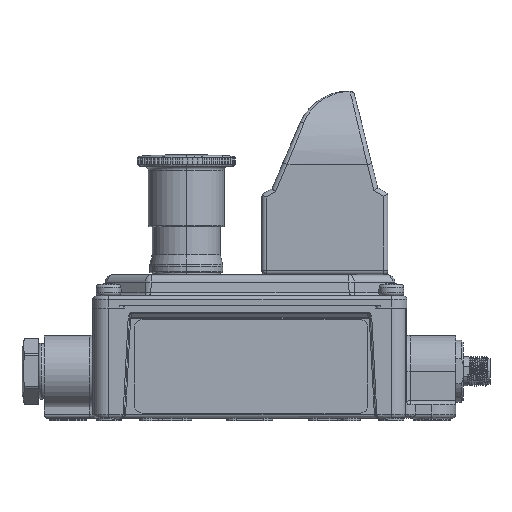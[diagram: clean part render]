
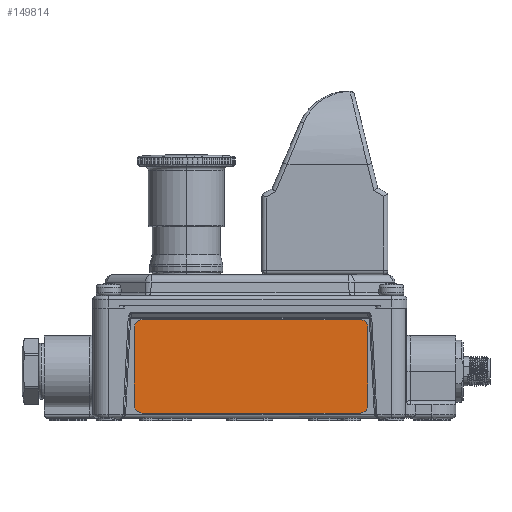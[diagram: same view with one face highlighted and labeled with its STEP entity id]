
A CAD part, top view. The second image highlights one B-rep face of the part: STEP entity #149814.
In plain terms, the highlighted planar face has unit normal (0, 0, 1).
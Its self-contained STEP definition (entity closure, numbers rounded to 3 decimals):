
#149595=CARTESIAN_POINT('',(91.825,34.825,0.127));
#149596=DIRECTION('',(0.,0.,1.));
#149597=DIRECTION('',(1.,0.,0.));
#149598=AXIS2_PLACEMENT_3D('',#149595,#149596,#149597);
#149600=DIRECTION('',(0.,1.,0.));
#149601=VECTOR('',#149600,31.65);
#149602=CARTESIAN_POINT('',(95.,3.175,0.127));
#149603=LINE('',#149602,#149601);
#149604=CARTESIAN_POINT('',(91.825,3.175,0.127));
#149605=DIRECTION('',(0.,0.,1.));
#149606=DIRECTION('',(0.,-1.,0.));
#149607=AXIS2_PLACEMENT_3D('',#149604,#149605,#149606);
#149609=DIRECTION('',(1.,0.,0.));
#149610=VECTOR('',#149609,88.65);
#149611=CARTESIAN_POINT('',(3.175,0.,0.127));
#149612=LINE('',#149611,#149610);
#149613=CARTESIAN_POINT('',(3.175,3.175,0.127));
#149614=DIRECTION('',(0.,0.,1.));
#149615=DIRECTION('',(-1.,0.,0.));
#149616=AXIS2_PLACEMENT_3D('',#149613,#149614,#149615);
#149618=DIRECTION('',(0.,-1.,0.));
#149619=VECTOR('',#149618,31.65);
#149620=CARTESIAN_POINT('',(0.,34.825,0.127));
#149621=LINE('',#149620,#149619);
#149622=CARTESIAN_POINT('',(3.175,34.825,0.127));
#149623=DIRECTION('',(0.,0.,1.));
#149624=DIRECTION('',(0.,1.,0.));
#149625=AXIS2_PLACEMENT_3D('',#149622,#149623,#149624);
#149627=DIRECTION('',(-1.,0.,0.));
#149628=VECTOR('',#149627,88.65);
#149629=CARTESIAN_POINT('',(91.825,38.,0.127));
#149630=LINE('',#149629,#149628);
#149635=CARTESIAN_POINT('',(95.,34.825,0.127));
#149636=VERTEX_POINT('',#149635);
#149637=CARTESIAN_POINT('',(91.825,38.,0.127));
#149638=VERTEX_POINT('',#149637);
#149643=CARTESIAN_POINT('',(91.825,0.,0.127));
#149644=VERTEX_POINT('',#149643);
#149645=CARTESIAN_POINT('',(95.,3.175,0.127));
#149646=VERTEX_POINT('',#149645);
#149651=CARTESIAN_POINT('',(3.175,38.,0.127));
#149652=VERTEX_POINT('',#149651);
#149653=CARTESIAN_POINT('',(0.,34.825,0.127));
#149654=VERTEX_POINT('',#149653);
#149659=CARTESIAN_POINT('',(0.,3.175,0.127));
#149660=VERTEX_POINT('',#149659);
#149661=CARTESIAN_POINT('',(3.175,0.,0.127));
#149662=VERTEX_POINT('',#149661);
#149799=CARTESIAN_POINT('',(0.,0.,0.127));
#149800=DIRECTION('',(0.,0.,1.));
#149801=DIRECTION('',(1.,0.,0.));
#149802=AXIS2_PLACEMENT_3D('',#149799,#149800,#149801);
#149803=PLANE('',#149802);
#149804=ORIENTED_EDGE('',*,*,#149695,.F.);
#149805=ORIENTED_EDGE('',*,*,#149711,.F.);
#149806=ORIENTED_EDGE('',*,*,#149724,.F.);
#149807=ORIENTED_EDGE('',*,*,#149739,.F.);
#149808=ORIENTED_EDGE('',*,*,#149752,.F.);
#149809=ORIENTED_EDGE('',*,*,#149765,.F.);
#149810=ORIENTED_EDGE('',*,*,#149780,.F.);
#149811=ORIENTED_EDGE('',*,*,#149792,.F.);
#149812=EDGE_LOOP('',(#149804,#149805,#149806,#149807,#149808,#149809,#149810,
#149811));
#149813=FACE_OUTER_BOUND('',#149812,.F.);
#149814=ADVANCED_FACE('',(#149813),#149803,.T.);
#149599=CIRCLE('',#149598,3.175);
#149608=CIRCLE('',#149607,3.175);
#149617=CIRCLE('',#149616,3.175);
#149626=CIRCLE('',#149625,3.175);
#149695=EDGE_CURVE('',#149636,#149638,#149599,.T.);
#149711=EDGE_CURVE('',#149646,#149636,#149603,.T.);
#149724=EDGE_CURVE('',#149644,#149646,#149608,.T.);
#149739=EDGE_CURVE('',#149662,#149644,#149612,.T.);
#149752=EDGE_CURVE('',#149660,#149662,#149617,.T.);
#149765=EDGE_CURVE('',#149654,#149660,#149621,.T.);
#149780=EDGE_CURVE('',#149652,#149654,#149626,.T.);
#149792=EDGE_CURVE('',#149638,#149652,#149630,.T.);
